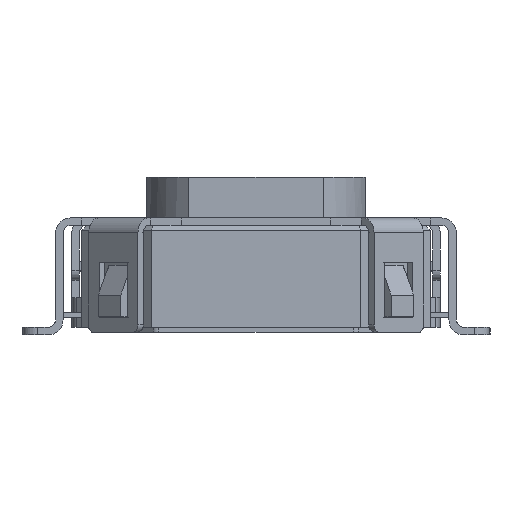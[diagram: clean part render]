
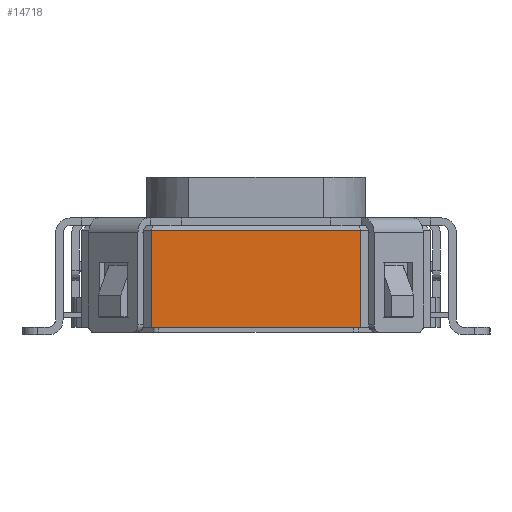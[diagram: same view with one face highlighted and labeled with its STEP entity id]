
A CAD part, front view. The second image highlights one B-rep face of the part: STEP entity #14718.
In plain terms, the highlighted planar face has unit normal (0, -1, 0).
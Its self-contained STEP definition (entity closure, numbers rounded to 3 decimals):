
#1559 = LINE ( 'NONE', #1783, #1840 ) ;
#1667 = DIRECTION ( 'NONE',  ( -1., 0., 0. ) ) ;
#1668 = DIRECTION ( 'NONE',  ( 0., 1., 0. ) ) ;
#1669 = CARTESIAN_POINT ( 'NONE',  ( -2.1, -3.5, 0.85 ) ) ;
#1670 = AXIS2_PLACEMENT_3D ( 'NONE', #1669, #1668, #1667 ) ;
#1672 = PLANE ( 'NONE',  #1670 ) ;
#1687 = FACE_OUTER_BOUND ( 'NONE', #14719, .T. ) ;
#1752 = CARTESIAN_POINT ( 'NONE',  ( 2.1, -3.5, 0.1 ) ) ;
#1753 = DIRECTION ( 'NONE',  ( 0., 0., -1. ) ) ;
#1754 = VECTOR ( 'NONE', #1753, 1000. ) ;
#1755 = CARTESIAN_POINT ( 'NONE',  ( 2.1, -3.5, 0.85 ) ) ;
#1756 = LINE ( 'NONE', #1755, #1754 ) ;
#1783 = CARTESIAN_POINT ( 'NONE',  ( -2.1, -3.5, 0.85 ) ) ;
#1833 = DIRECTION ( 'NONE',  ( -1., 0., 0. ) ) ;
#1834 = VECTOR ( 'NONE', #1833, 1000. ) ;
#1835 = CARTESIAN_POINT ( 'NONE',  ( 0.141, -3.5, 0.1 ) ) ;
#1836 = LINE ( 'NONE', #1835, #1834 ) ;
#1838 = CARTESIAN_POINT ( 'NONE',  ( -2.1, -3.5, 0.1 ) ) ;
#1839 = DIRECTION ( 'NONE',  ( 0., 0., -1. ) ) ;
#1840 = VECTOR ( 'NONE', #1839, 1000. ) ;
#13593 = EDGE_CURVE ( 'NONE', #13617, #13608, #33479, .T. ) ;
#13608 = VERTEX_POINT ( 'NONE', #33501 ) ;
#13617 = VERTEX_POINT ( 'NONE', #33534 ) ;
#14718 = ADVANCED_FACE ( 'NONE', ( #1687 ), #1672, .F. ) ;
#14719 = EDGE_LOOP ( 'NONE', ( #14720, #14721, #14782, #14785 ) ) ;
#14720 = ORIENTED_EDGE ( 'NONE', *, *, #14734, .F. ) ;
#14721 = ORIENTED_EDGE ( 'NONE', *, *, #13593, .F. ) ;
#14734 = EDGE_CURVE ( 'NONE', #13608, #14735, #1756, .T. ) ;
#14735 = VERTEX_POINT ( 'NONE', #1752 ) ;
#14782 = ORIENTED_EDGE ( 'NONE', *, *, #14783, .T. ) ;
#14783 = EDGE_CURVE ( 'NONE', #13617, #14784, #1559, .T. ) ;
#14784 = VERTEX_POINT ( 'NONE', #1838 ) ;
#14785 = ORIENTED_EDGE ( 'NONE', *, *, #14786, .F. ) ;
#14786 = EDGE_CURVE ( 'NONE', #14735, #14784, #1836, .T. ) ;
#33476 = DIRECTION ( 'NONE',  ( 1., 0., 0. ) ) ;
#33477 = VECTOR ( 'NONE', #33476, 1000. ) ;
#33478 = CARTESIAN_POINT ( 'NONE',  ( -2.1, -3.5, 2.05 ) ) ;
#33479 = LINE ( 'NONE', #33478, #33477 ) ;
#33501 = CARTESIAN_POINT ( 'NONE',  ( 2.1, -3.5, 2.05 ) ) ;
#33534 = CARTESIAN_POINT ( 'NONE',  ( -2.1, -3.5, 2.05 ) ) ;
